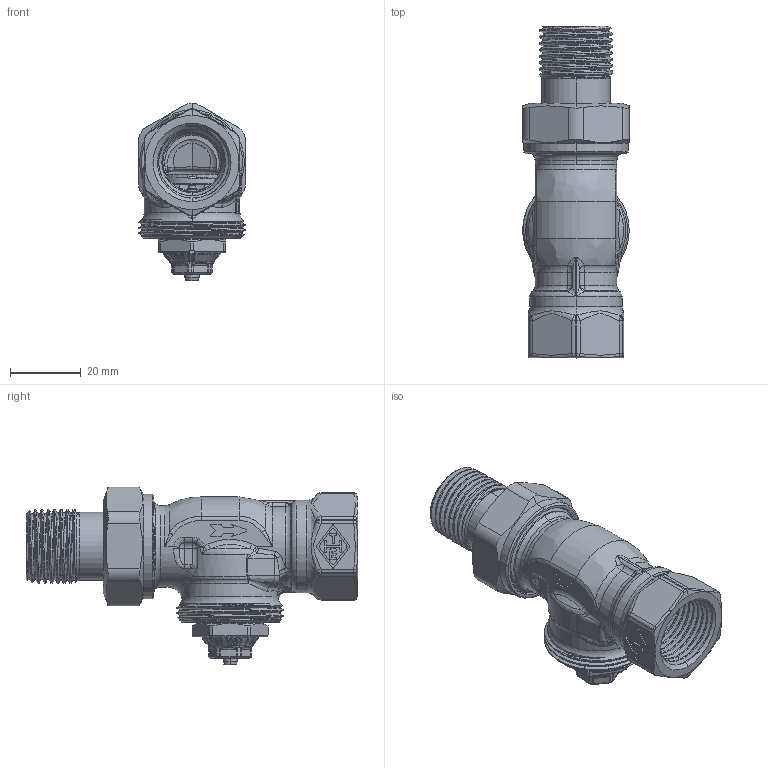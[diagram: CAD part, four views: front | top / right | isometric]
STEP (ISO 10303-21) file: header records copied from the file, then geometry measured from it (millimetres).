
FILE_DESCRIPTION((''),'2;1');
FILE_NAME('9114-02-000-GEW-O-B_SW0001','2015-03-09T',('marann'),(''),'PRO/ENGINEER BY PARAMETRIC TECHNOLOGY CORPORATION, 2011490','PRO/ENGINEER BY PARAMETRIC TECHNOLOGY CORPORATION, 2011490','');
FILE_SCHEMA(('CONFIG_CONTROL_DESIGN'));
Products named in the file (1): 9114-02-000-GEW-O-B_SW0001
Bounding box: 30 x 93.48 x 50.05 mm (x, y, z)
Volume: 29354.4 mm3; surface area: 23594.3 mm2
Topology: 2 solids, 2 shells, 1459 faces, 3719 edges, 2292 vertices
Faces by surface type: plane 434, cylinder 383, bspline 312, cone 136, torus 114, extrusion 50, sphere 30
Entity records: 77911 total; most frequent: CARTESIAN_POINT 45705, ORIENTED_EDGE 7430, DIRECTION 5778, EDGE_CURVE 3715, VERTEX_POINT 2292, AXIS2_PLACEMENT_3D 2256, EDGE_LOOP 1505, FACE_OUTER_BOUND 1459
